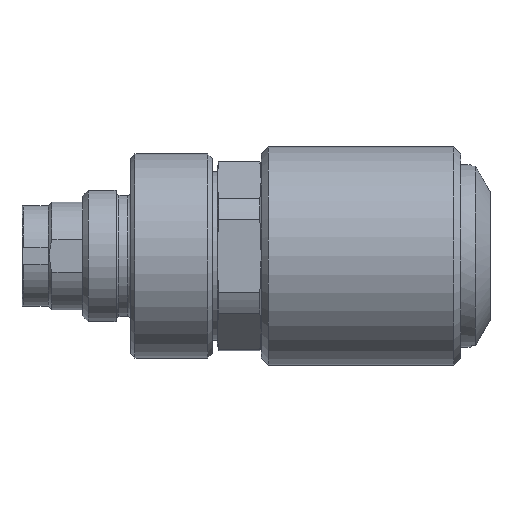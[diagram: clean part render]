
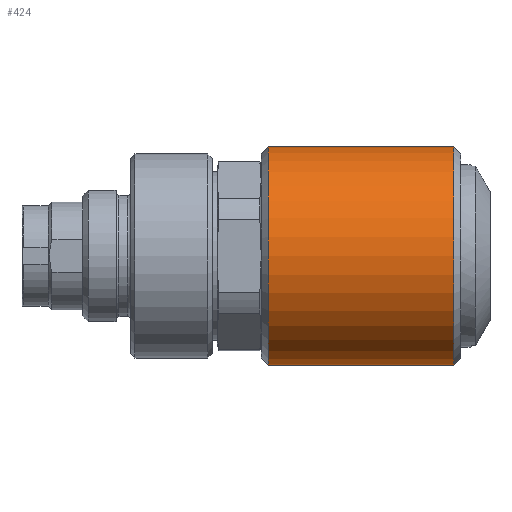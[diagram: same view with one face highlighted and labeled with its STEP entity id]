
A CAD part, top view. The second image highlights one B-rep face of the part: STEP entity #424.
In plain terms, the highlighted cylindrical face has radius 7.5 mm (diameter 15 mm), a full revolution.
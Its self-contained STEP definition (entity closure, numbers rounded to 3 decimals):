
#354=CYLINDRICAL_SURFACE('',#2137,7.5);
#386=B_SPLINE_CURVE_WITH_KNOTS('',3,(#3012,#3013,#3014,#3015,#3016,#3017,
#3018,#3019,#3020,#3021,#3022,#3023,#3024,#3025,#3026,#3027,#3028,#3029,
#3030,#3031),.UNSPECIFIED.,.T.,.F.,(2,2,2,2,2,2,2,2,2,2,2,2),(-0.125,0.,
0.125,0.188,0.25,0.375,0.5,0.625,0.75,0.875,1.,1.125),.UNSPECIFIED.);
#424=ADVANCED_FACE('',(#633,#634,#635),#354,.T.);
#633=FACE_BOUND('',#853,.T.);
#634=FACE_BOUND('',#854,.T.);
#635=FACE_BOUND('',#855,.T.);
#853=EDGE_LOOP('',(#1072));
#854=EDGE_LOOP('',(#1073));
#855=EDGE_LOOP('',(#1074));
#1072=ORIENTED_EDGE('',*,*,#1764,.T.);
#1073=ORIENTED_EDGE('',*,*,#1765,.T.);
#1074=ORIENTED_EDGE('',*,*,#1766,.T.);
#1582=VERTEX_POINT('',#3009);
#1583=VERTEX_POINT('',#3011);
#1584=VERTEX_POINT('',#3032);
#1764=EDGE_CURVE('',#1582,#1582,#2019,.T.);
#1765=EDGE_CURVE('',#1583,#1583,#2020,.T.);
#1766=EDGE_CURVE('',#1584,#1584,#386,.T.);
#2019=CIRCLE('',#2135,7.5);
#2020=CIRCLE('',#2136,7.5);
#2135=AXIS2_PLACEMENT_3D('',#3008,#2396,#2397);
#2136=AXIS2_PLACEMENT_3D('',#3010,#2398,#2399);
#2137=AXIS2_PLACEMENT_3D('',#3033,#2400,#2401);
#2396=DIRECTION('',(-1.,0.,0.));
#2397=DIRECTION('',(0.,0.,-1.));
#2398=DIRECTION('',(1.,0.,0.));
#2399=DIRECTION('',(0.,0.,-1.));
#2400=DIRECTION('',(1.,0.,0.));
#2401=DIRECTION('',(0.,0.,-1.));
#3008=CARTESIAN_POINT('',(19.5,0.,0.));
#3009=CARTESIAN_POINT('',(19.5,0.,-7.5));
#3010=CARTESIAN_POINT('',(6.8,0.,0.));
#3011=CARTESIAN_POINT('',(6.8,0.,-7.5));
#3012=CARTESIAN_POINT('',(7.65,1.521,-7.5));
#3013=CARTESIAN_POINT('',(7.65,-1.521,-7.5));
#3014=CARTESIAN_POINT('',(8.297,-2.934,-6.996));
#3015=CARTESIAN_POINT('',(9.77,-4.394,-6.105));
#3016=CARTESIAN_POINT('',(10.343,-4.783,-5.789));
#3017=CARTESIAN_POINT('',(11.647,-5.338,-5.282));
#3018=CARTESIAN_POINT('',(12.396,-5.499,-5.1));
#3019=CARTESIAN_POINT('',(14.644,-5.501,-5.098));
#3020=CARTESIAN_POINT('',(16.022,-4.893,-5.798));
#3021=CARTESIAN_POINT('',(18.002,-2.94,-6.994));
#3022=CARTESIAN_POINT('',(18.645,-1.515,-7.497));
#3023=CARTESIAN_POINT('',(18.655,1.481,-7.503));
#3024=CARTESIAN_POINT('',(18.007,2.928,-6.999));
#3025=CARTESIAN_POINT('',(16.044,4.877,-5.811));
#3026=CARTESIAN_POINT('',(14.678,5.498,-5.101));
#3027=CARTESIAN_POINT('',(11.634,5.502,-5.097));
#3028=CARTESIAN_POINT('',(10.266,4.882,-5.806));
#3029=CARTESIAN_POINT('',(8.305,2.946,-6.99));
#3030=CARTESIAN_POINT('',(7.65,1.521,-7.5));
#3031=CARTESIAN_POINT('',(7.65,-1.521,-7.5));
#3032=CARTESIAN_POINT('',(7.65,0.,-7.5));
#3033=CARTESIAN_POINT('',(0.,0.,0.));
